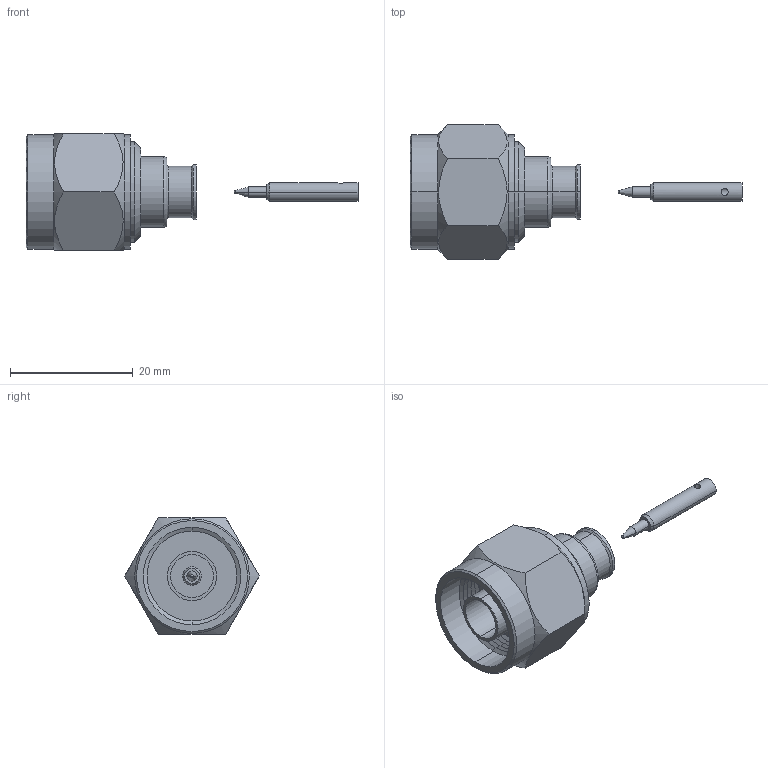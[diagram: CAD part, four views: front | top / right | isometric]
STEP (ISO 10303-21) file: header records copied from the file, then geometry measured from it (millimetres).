
FILE_DESCRIPTION (( 'STEP AP214' ), '1' );
FILE_NAME ('ANM-1P100.STEP', '2015-10-28T12:54:39', ( 'L-Com' ), ( 'L-Com Global Connectivity' ), 'SwSTEP 2.0', 'SolidWorks 2014', '' );
FILE_SCHEMA (( 'AUTOMOTIVE_DESIGN' ));
Length unit declared in the file: inch
Products named in the file (3): ANM-1P100; ANM-1P100-MA1; ANM-1P100-MA2
Assembly tree (2 placements, depth 2):
  ANM-1P100
    ANM-1P100-MA1
    ANM-1P100-MA2
Bounding box: 54.15 x 21.94 x 19 mm (x, y, z)
Volume: 4143.7 mm3; surface area: 3569.5 mm2
Topology: 2 solids, 2 shells, 97 faces, 204 edges, 120 vertices
Faces by surface type: cone 38, cylinder 34, plane 19, torus 4, sphere 2
Entity records: 2873 total; most frequent: CARTESIAN_POINT 637, DIRECTION 490, ORIENTED_EDGE 404, AXIS2_PLACEMENT_3D 206, EDGE_CURVE 202, VERTEX_POINT 120, EDGE_LOOP 112, CIRCLE 104
